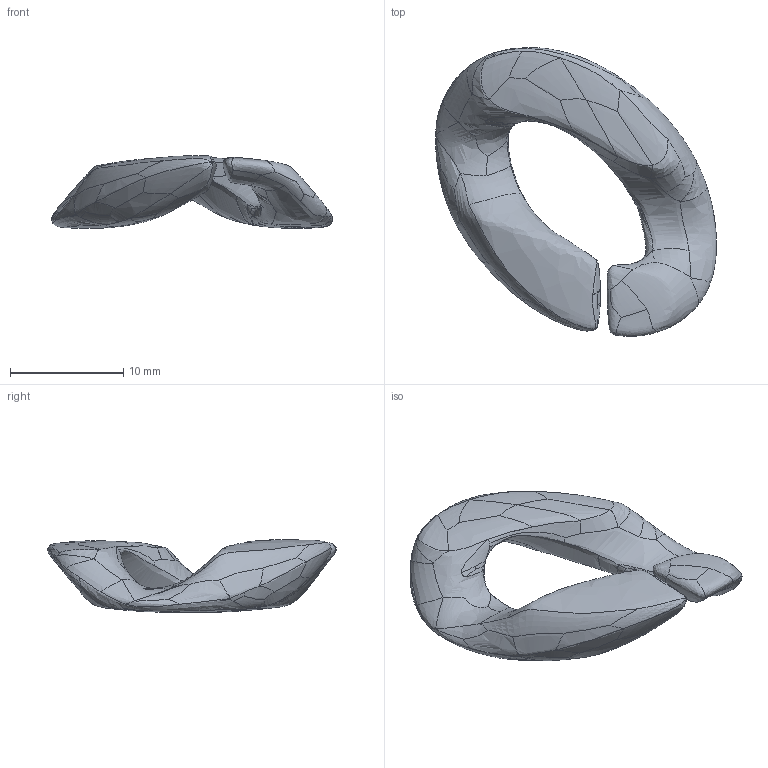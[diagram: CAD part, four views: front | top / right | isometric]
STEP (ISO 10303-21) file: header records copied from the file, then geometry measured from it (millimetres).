
FILE_DESCRIPTION((''),'2;1');
FILE_NAME('','2014-02-25T',(''),(''),'PRO/ENGINEER BY PARAMETRIC TECHNOLOGY CORPORATION, 2007370','PRO/ENGINEER BY PARAMETRIC TECHNOLOGY CORPORATION, 2007370','');
FILE_SCHEMA(('AUTOMOTIVE_DESIGN { 1 2 10303 214 0 1 1 1 }'));
Bounding box: 24.82 x 25.51 x 6.45 mm (x, y, z)
Volume: 1120.3 mm3; surface area: 1037.2 mm2
Topology: 1 solids, 1 shells, 116 faces, 345 edges, 231 vertices
Faces by surface type: bspline 116
Entity records: 38305 total; most frequent: CARTESIAN_POINT 36190, ORIENTED_EDGE 690, B_SPLINE_CURVE_WITH_KNOTS 345, EDGE_CURVE 345, VERTEX_POINT 231, B_SPLINE_SURFACE_WITH_KNOTS 116, EDGE_LOOP 116, FACE_OUTER_BOUND 116
